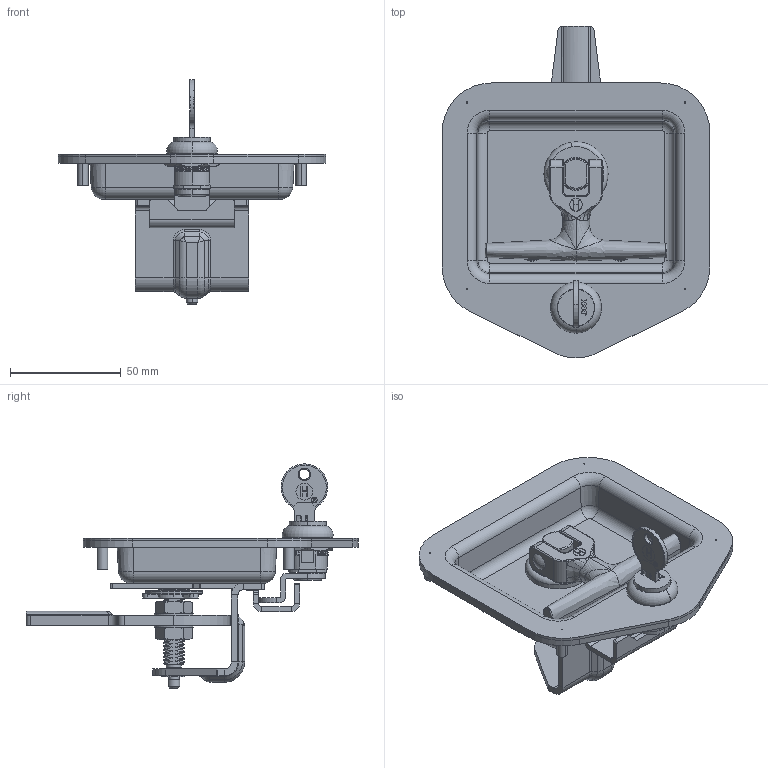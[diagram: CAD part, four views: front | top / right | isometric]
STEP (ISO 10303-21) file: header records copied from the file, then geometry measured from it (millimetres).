
FILE_DESCRIPTION (( 'STEP AP214' ), '1' );
FILE_NAME ('TS2701SLSPBCD.STEP', '2018-10-26T12:12:07', ( '' ), ( '' ), 'SwSTEP 2.0', 'SolidWorks 2017', '' );
FILE_SCHEMA (( 'AUTOMOTIVE_DESIGN' ));
Length unit declared in the file: inch
Products named in the file (1): TS2701SLSPBCD
Bounding box: 120.65 x 149.67 x 101.16 mm (x, y, z)
Volume: 96590.3 mm3; surface area: 97500 mm2
Topology: 32 solids, 32 shells, 1695 faces, 4294 edges, 2690 vertices
Faces by surface type: cylinder 627, plane 571, bspline 234, cone 128, torus 125, sphere 10
Entity records: 188502 total; most frequent: CARTESIAN_POINT 127137, ORIENTED_EDGE 8520, DIRECTION 7575, EDGE_CURVE 4260, AXIS2_PLACEMENT_3D 2801, VERTEX_POINT 2690, VECTOR 1973, LINE 1973
